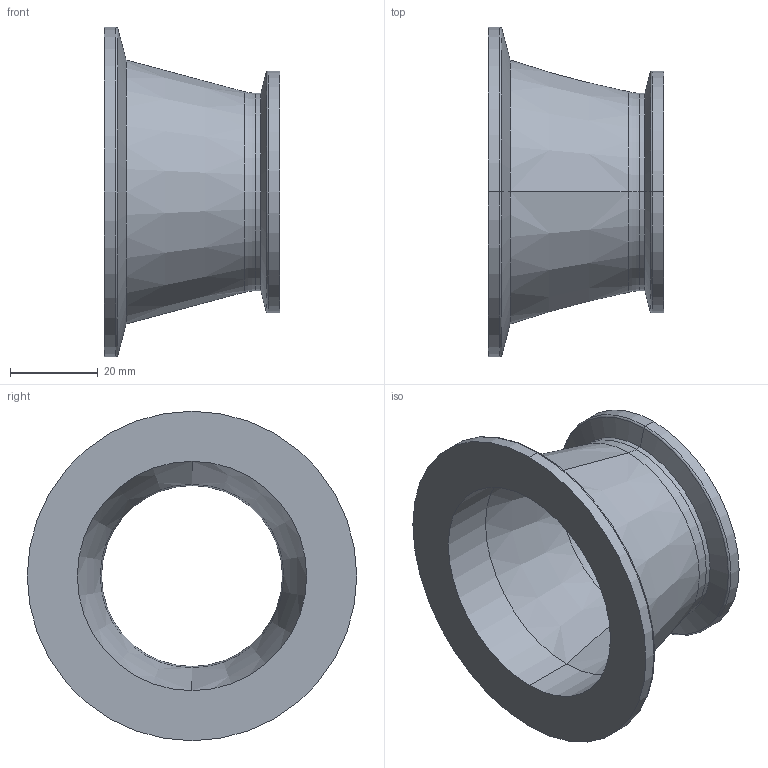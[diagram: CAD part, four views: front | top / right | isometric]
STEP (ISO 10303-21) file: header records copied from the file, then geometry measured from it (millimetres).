
FILE_DESCRIPTION (( 'STEP AP203' ), '1' );
FILE_NAME ('17210601092.STEP', '2018-09-30T05:17:08', ( '' ), ( '' ), 'SwSTEP 2.0', 'SolidWorks 2014', '' );
FILE_SCHEMA (( 'CONFIG_CONTROL_DESIGN' ));
Length unit declared in the file: millimetre
Products named in the file (1): 17210601092
Bounding box: 40 x 75 x 75 mm (x, y, z)
Volume: 24680.1 mm3; surface area: 18164.5 mm2
Topology: 1 solids, 1 shells, 28 faces, 56 edges, 30 vertices
Faces by surface type: cylinder 10, torus 8, cone 8, plane 2
Entity records: 803 total; most frequent: DIRECTION 152, CARTESIAN_POINT 115, ORIENTED_EDGE 112, AXIS2_PLACEMENT_3D 67, EDGE_CURVE 56, CIRCLE 38, VERTEX_POINT 30, EDGE_LOOP 30
